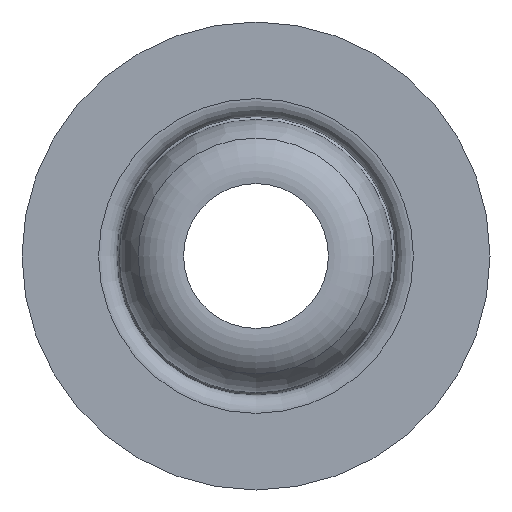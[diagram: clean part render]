
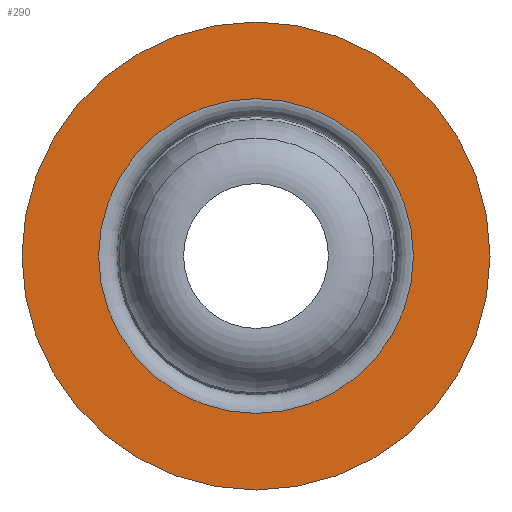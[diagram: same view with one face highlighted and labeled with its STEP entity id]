
A CAD part, front view. The second image highlights one B-rep face of the part: STEP entity #290.
In plain terms, the highlighted planar face has unit normal (0, -1, 0).
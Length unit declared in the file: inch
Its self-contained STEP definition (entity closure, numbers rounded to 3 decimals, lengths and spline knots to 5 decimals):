
#5 = AXIS2_PLACEMENT_3D ( 'NONE', #171, #312, #170 ) ;
#6 = CIRCLE ( 'NONE', #333, 0.10491 ) ;
#9 = EDGE_CURVE ( 'NONE', #41, #41, #100, .T. ) ;
#23 = CARTESIAN_POINT ( 'NONE',  ( 0.156, 0., 0. ) ) ;
#29 = EDGE_LOOP ( 'NONE', ( #291 ) ) ;
#41 = VERTEX_POINT ( 'NONE', #209 ) ;
#49 = DIRECTION ( 'NONE',  ( 0., -1., 0. ) ) ;
#77 = CARTESIAN_POINT ( 'NONE',  ( 0., 0., 0. ) ) ;
#90 = FACE_OUTER_BOUND ( 'NONE', #29, .T. ) ;
#95 = ORIENTED_EDGE ( 'NONE', *, *, #177, .F. ) ;
#100 = CIRCLE ( 'NONE', #5, 0.156 ) ;
#125 = EDGE_LOOP ( 'NONE', ( #95 ) ) ;
#133 = DIRECTION ( 'NONE',  ( 0., -1., 0. ) ) ;
#157 = AXIS2_PLACEMENT_3D ( 'NONE', #23, #133, #327 ) ;
#170 = DIRECTION ( 'NONE',  ( 0., 0., -1. ) ) ;
#171 = CARTESIAN_POINT ( 'NONE',  ( 0., 0., 0. ) ) ;
#177 = EDGE_CURVE ( 'NONE', #343, #343, #6, .T. ) ;
#209 = CARTESIAN_POINT ( 'NONE',  ( 0., 0., -0.156 ) ) ;
#255 = FACE_BOUND ( 'NONE', #125, .T. ) ;
#290 = ADVANCED_FACE ( 'NONE', ( #90, #255 ), #307, .T. ) ;
#291 = ORIENTED_EDGE ( 'NONE', *, *, #9, .T. ) ;
#307 = PLANE ( 'NONE',  #157 ) ;
#312 = DIRECTION ( 'NONE',  ( 0., -1., 0. ) ) ;
#326 = CARTESIAN_POINT ( 'NONE',  ( 0., 0., -0.10491 ) ) ;
#327 = DIRECTION ( 'NONE',  ( 0., 0., -1. ) ) ;
#331 = DIRECTION ( 'NONE',  ( 0., 0., -1. ) ) ;
#333 = AXIS2_PLACEMENT_3D ( 'NONE', #77, #49, #331 ) ;
#343 = VERTEX_POINT ( 'NONE', #326 ) ;
